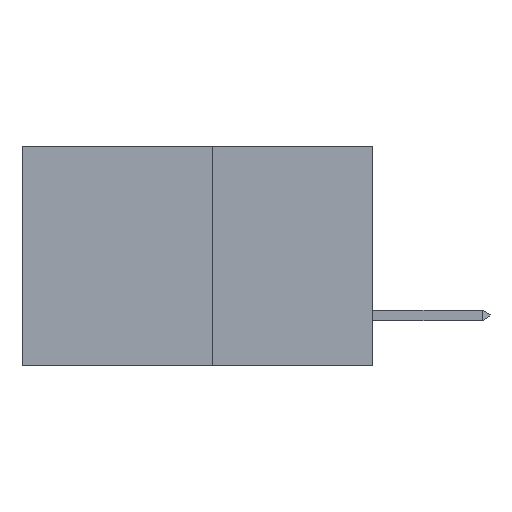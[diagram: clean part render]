
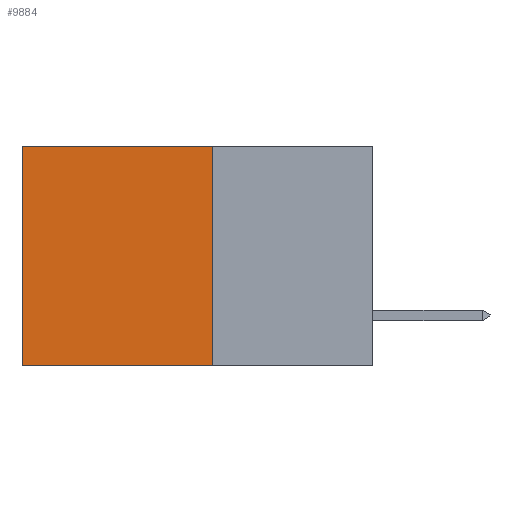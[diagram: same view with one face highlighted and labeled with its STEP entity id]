
A CAD part, left-side view. The second image highlights one B-rep face of the part: STEP entity #9884.
In plain terms, the highlighted planar face has unit normal (-1, 0, 0).
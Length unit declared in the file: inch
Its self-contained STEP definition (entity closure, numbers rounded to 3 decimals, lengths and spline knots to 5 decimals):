
#741 = EDGE_CURVE ( 'NONE', #10316, #15474, #12407, .T. ) ;
#860 = DIRECTION ( 'NONE',  ( 0., 1., 0. ) ) ;
#1390 = CARTESIAN_POINT ( 'NONE',  ( 0.277, 0.27, -0.37 ) ) ;
#1958 = ORIENTED_EDGE ( 'NONE', *, *, #741, .F. ) ;
#2227 = EDGE_CURVE ( 'NONE', #5196, #10614, #13490, .T. ) ;
#2623 = EDGE_CURVE ( 'NONE', #5196, #10316, #3208, .T. ) ;
#2943 = ORIENTED_EDGE ( 'NONE', *, *, #2623, .F. ) ;
#3208 = LINE ( 'NONE', #9275, #6183 ) ;
#3728 = PLANE ( 'NONE',  #9598 ) ;
#3749 = VECTOR ( 'NONE', #3862, 39.37008 ) ;
#3862 = DIRECTION ( 'NONE',  ( 0., 0., -1. ) ) ;
#4785 = CARTESIAN_POINT ( 'NONE',  ( 0.277, 0.27, 0. ) ) ;
#4996 = DIRECTION ( 'NONE',  ( 0., 0., -1. ) ) ;
#5125 = DIRECTION ( 'NONE',  ( 0., 1., 0. ) ) ;
#5196 = VERTEX_POINT ( 'NONE', #13262 ) ;
#5423 = ORIENTED_EDGE ( 'NONE', *, *, #12347, .T. ) ;
#6183 = VECTOR ( 'NONE', #10558, 39.37008 ) ;
#7216 = CARTESIAN_POINT ( 'NONE',  ( 0.277, 0.59, 0. ) ) ;
#7474 = CARTESIAN_POINT ( 'NONE',  ( 0.277, 0.27, -0.37 ) ) ;
#7534 = FACE_OUTER_BOUND ( 'NONE', #8657, .T. ) ;
#8657 = EDGE_LOOP ( 'NONE', ( #5423, #1958, #2943, #9201 ) ) ;
#9170 = VECTOR ( 'NONE', #5125, 39.37008 ) ;
#9201 = ORIENTED_EDGE ( 'NONE', *, *, #2227, .T. ) ;
#9275 = CARTESIAN_POINT ( 'NONE',  ( 0.277, 0.27, -0.37 ) ) ;
#9598 = AXIS2_PLACEMENT_3D ( 'NONE', #7474, #12411, #4996 ) ;
#9636 = CARTESIAN_POINT ( 'NONE',  ( 0.277, 0.59, -0.37 ) ) ;
#9884 = ADVANCED_FACE ( 'NONE', ( #7534 ), #3728, .F. ) ;
#9896 = VECTOR ( 'NONE', #860, 39.37008 ) ;
#10316 = VERTEX_POINT ( 'NONE', #10603 ) ;
#10558 = DIRECTION ( 'NONE',  ( 0., 0., -1. ) ) ;
#10603 = CARTESIAN_POINT ( 'NONE',  ( 0.277, 0.27, -0.37 ) ) ;
#10614 = VERTEX_POINT ( 'NONE', #7216 ) ;
#12347 = EDGE_CURVE ( 'NONE', #10614, #15474, #14025, .T. ) ;
#12407 = LINE ( 'NONE', #1390, #9170 ) ;
#12411 = DIRECTION ( 'NONE',  ( 1., 0., 0. ) ) ;
#12542 = CARTESIAN_POINT ( 'NONE',  ( 0.277, 0.59, -0.37 ) ) ;
#13262 = CARTESIAN_POINT ( 'NONE',  ( 0.277, 0.27, 0. ) ) ;
#13490 = LINE ( 'NONE', #4785, #9896 ) ;
#14025 = LINE ( 'NONE', #12542, #3749 ) ;
#15474 = VERTEX_POINT ( 'NONE', #9636 ) ;
